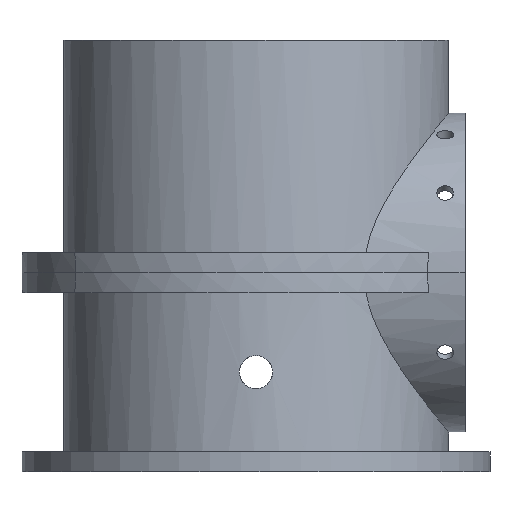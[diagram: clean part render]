
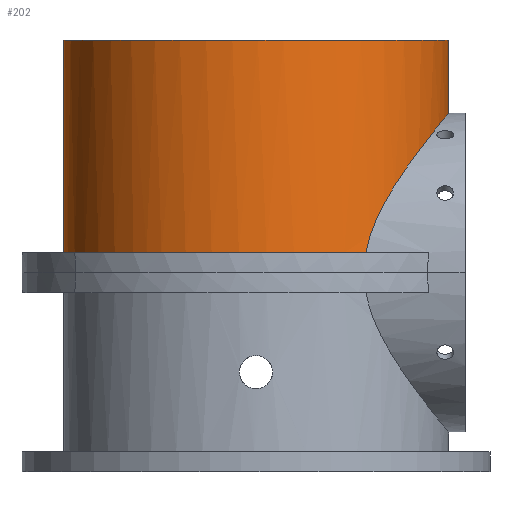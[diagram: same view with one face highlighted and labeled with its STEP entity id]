
A CAD part, front view. The second image highlights one B-rep face of the part: STEP entity #202.
In plain terms, the highlighted cylindrical face has radius 58 mm (diameter 116 mm), a partial arc.
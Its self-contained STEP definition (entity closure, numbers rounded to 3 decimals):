
#202=ADVANCED_FACE('',(#316),#2129,.T.);
#316=FACE_OUTER_BOUND('',#510,.T.);
#510=EDGE_LOOP('',(#1124,#1125,#1126,#1127,#1128,#1129));
#1124=ORIENTED_EDGE('',*,*,#1377,.F.);
#1125=ORIENTED_EDGE('',*,*,#1404,.F.);
#1126=ORIENTED_EDGE('',*,*,#1406,.T.);
#1127=ORIENTED_EDGE('',*,*,#1382,.T.);
#1128=ORIENTED_EDGE('',*,*,#1465,.F.);
#1129=ORIENTED_EDGE('',*,*,#1463,.F.);
#1377=EDGE_CURVE('',#1960,#2016,#1664,.T.);
#1382=EDGE_CURVE('',#1964,#1962,#1668,.T.);
#1404=EDGE_CURVE('',#1980,#1960,#1679,.T.);
#1406=EDGE_CURVE('',#1980,#1964,#1805,.T.);
#1463=EDGE_CURVE('',#2016,#2017,#1719,.T.);
#1465=EDGE_CURVE('',#2017,#1962,#1721,.T.);
#1664=(
BOUNDED_CURVE()
B_SPLINE_CURVE(2,(#3974,#3975,#3976),.UNSPECIFIED.,.F.,.F.)
B_SPLINE_CURVE_WITH_KNOTS((3,3),(574.574,625.177),
 .UNSPECIFIED.)
CURVE()
GEOMETRIC_REPRESENTATION_ITEM()
RATIONAL_B_SPLINE_CURVE((1.,0.905,1.))
REPRESENTATION_ITEM('')
);
#1668=(
BOUNDED_CURVE()
B_SPLINE_CURVE(1,(#4019,#4020),.UNSPECIFIED.,.F.,.F.)
B_SPLINE_CURVE_WITH_KNOTS((2,2),(108.,130.),.UNSPECIFIED.)
CURVE()
GEOMETRIC_REPRESENTATION_ITEM()
RATIONAL_B_SPLINE_CURVE((1.,1.))
REPRESENTATION_ITEM('')
);
#1679=(
BOUNDED_CURVE()
B_SPLINE_CURVE(2,(#4271,#4272,#4273),.UNSPECIFIED.,.F.,.F.)
B_SPLINE_CURVE_WITH_KNOTS((3,3),(498.327,574.574),
 .UNSPECIFIED.)
CURVE()
GEOMETRIC_REPRESENTATION_ITEM()
RATIONAL_B_SPLINE_CURVE((1.,0.796,1.))
REPRESENTATION_ITEM('')
);
#1719=(
BOUNDED_CURVE()
B_SPLINE_CURVE(1,(#4689,#4690),.UNSPECIFIED.,.F.,.F.)
B_SPLINE_CURVE_WITH_KNOTS((2,2),(66.,130.),.UNSPECIFIED.)
CURVE()
GEOMETRIC_REPRESENTATION_ITEM()
RATIONAL_B_SPLINE_CURVE((1.,1.))
REPRESENTATION_ITEM('')
);
#1721=(
BOUNDED_CURVE()
B_SPLINE_CURVE(2,(#4694,#4695,#4696,#4697,#4698),.UNSPECIFIED.,.F.,.F.)
B_SPLINE_CURVE_WITH_KNOTS((3,2,3),(182.212,273.319,364.425),
 .UNSPECIFIED.)
CURVE()
GEOMETRIC_REPRESENTATION_ITEM()
RATIONAL_B_SPLINE_CURVE((1.,0.707,1.,0.707,1.))
REPRESENTATION_ITEM('')
);
#1805=B_SPLINE_CURVE_WITH_KNOTS('',3,(#4276,#4277,#4278,#4279,#4280,#4281,
#4282,#4283,#4284,#4285,#4286,#4287,#4288,#4289,#4290,#4291,#4292,#4293,
#4294,#4295,#4296,#4297,#4298,#4299),.UNSPECIFIED.,.F.,.F.,(4,2,2,2,3,2,
3,2,2,2,4),(86.66,87.594,94.576,101.512,
108.449,114.929,121.412,131.311,141.219,
151.177,161.149),.UNSPECIFIED.);
#1960=VERTEX_POINT('',#3883);
#1962=VERTEX_POINT('',#3885);
#1964=VERTEX_POINT('',#3887);
#1980=VERTEX_POINT('',#3903);
#2016=VERTEX_POINT('',#3939);
#2017=VERTEX_POINT('',#3940);
#2129=CYLINDRICAL_SURFACE('',#2323,58.);
#2323=AXIS2_PLACEMENT_3D('',#3853,#2439,$);
#2439=DIRECTION('',(0.,0.,1.));
#3853=CARTESIAN_POINT('',(0.,0.,65.));
#3883=CARTESIAN_POINT('',(-37.081,-44.598,66.));
#3885=CARTESIAN_POINT('',(58.,0.,130.));
#3887=CARTESIAN_POINT('',(58.,0.,108.));
#3903=CARTESIAN_POINT('',(33.106,-47.624,66.));
#3939=CARTESIAN_POINT('',(-58.,0.,66.));
#3940=CARTESIAN_POINT('',(-58.,0.,130.));
#3974=CARTESIAN_POINT('',(-37.081,-44.598,66.));
#3975=CARTESIAN_POINT('',(-58.,-27.205,66.));
#3976=CARTESIAN_POINT('',(-58.,0.,66.));
#4019=CARTESIAN_POINT('',(58.,0.,108.));
#4020=CARTESIAN_POINT('',(58.,0.,130.));
#4271=CARTESIAN_POINT('',(33.106,-47.624,66.));
#4272=CARTESIAN_POINT('',(-3.139,-72.819,66.));
#4273=CARTESIAN_POINT('',(-37.081,-44.598,66.));
#4276=CARTESIAN_POINT('',(33.106,-47.624,66.));
#4277=CARTESIAN_POINT('',(33.161,-47.585,66.303));
#4278=CARTESIAN_POINT('',(33.219,-47.544,66.605));
#4279=CARTESIAN_POINT('',(33.75,-47.172,69.163));
#4280=CARTESIAN_POINT('',(34.423,-46.691,71.344));
#4281=CARTESIAN_POINT('',(36.017,-45.473,75.523));
#4282=CARTESIAN_POINT('',(36.94,-44.734,77.529));
#4283=CARTESIAN_POINT('',(38.9,-43.04,81.352));
#4284=CARTESIAN_POINT('',(39.948,-42.077,83.19));
#4285=CARTESIAN_POINT('',(41.012,-41.012,84.94));
#4286=CARTESIAN_POINT('',(42.007,-40.017,86.576));
#4287=CARTESIAN_POINT('',(43.024,-38.927,88.148));
#4288=CARTESIAN_POINT('',(45.044,-36.571,91.147));
#4289=CARTESIAN_POINT('',(46.051,-35.301,92.582));
#4290=CARTESIAN_POINT('',(47.032,-33.941,93.941));
#4291=CARTESIAN_POINT('',(48.529,-31.866,96.016));
#4292=CARTESIAN_POINT('',(49.972,-29.577,97.926));
#4293=CARTESIAN_POINT('',(52.607,-24.586,101.336));
#4294=CARTESIAN_POINT('',(53.799,-21.885,102.836));
#4295=CARTESIAN_POINT('',(55.807,-16.095,105.332));
#4296=CARTESIAN_POINT('',(56.612,-13.025,106.315));
#4297=CARTESIAN_POINT('',(57.714,-6.613,107.655));
#4298=CARTESIAN_POINT('',(58.,-3.325,108.));
#4299=CARTESIAN_POINT('',(58.,0.,108.));
#4689=CARTESIAN_POINT('',(-58.,0.,66.));
#4690=CARTESIAN_POINT('',(-58.,0.,130.));
#4694=CARTESIAN_POINT('',(-58.,0.,130.));
#4695=CARTESIAN_POINT('',(-58.,-58.,130.));
#4696=CARTESIAN_POINT('',(0.,-58.,130.));
#4697=CARTESIAN_POINT('',(58.,-58.,130.));
#4698=CARTESIAN_POINT('',(58.,0.,130.));
